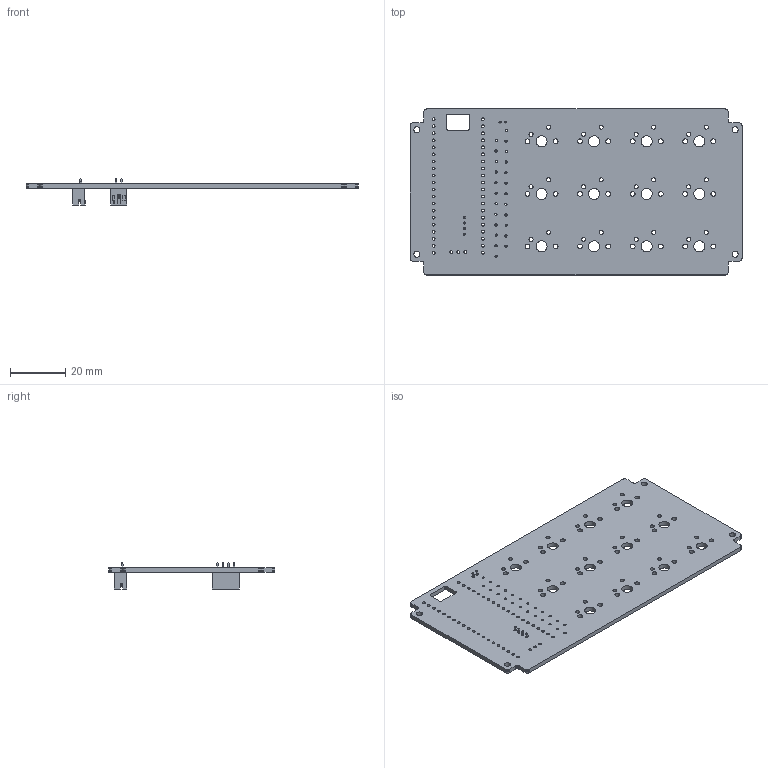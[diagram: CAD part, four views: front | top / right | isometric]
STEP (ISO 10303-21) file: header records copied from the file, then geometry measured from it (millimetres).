
FILE_DESCRIPTION(('KiCad electronic assembly'),'2;1');
FILE_NAME('macropad-pico.step','2024-08-19T17:06:43',('Pcbnew'),('Kicad' ),'Open CASCADE STEP processor 7.7','KiCad to STEP converter', 'Unknown');
FILE_SCHEMA(('AUTOMOTIVE_DESIGN { 1 0 10303 214 1 1 1 1 }'));
Length unit declared in the file: millimetre
Products named in the file (6): macropad-pico 1; JST_PH_B2B-PH-K_1x02_P2.00mm_Vertical; SOLID; JST_PH_B4B-PH-K_1x04_P2.00mm_Vertical; macropad-pico PCB
Assembly tree (5 placements, depth 3):
  macropad-pico 1
    JST_PH_B2B-PH-K_1x02_P2.00mm_Vertical
      SOLID
    JST_PH_B4B-PH-K_1x04_P2.00mm_Vertical
      SOLID
    macropad-pico PCB
Bounding box: 120 x 60 x 9.4 mm (x, y, z)
Volume: 10994.2 mm3; surface area: 15757.2 mm2
Topology: 3 solids, 3 shells, 517 faces, 1471 edges, 970 vertices
Faces by surface type: plane 376, cylinder 141
Full cylindrical faces by diameter (mm): 0.75 x6, 0.8 x24, 1.02 x43, 1.47 x24, 1.75 x24, 2.2 x4, 3.988 x12
Entity records: 39025 total; most frequent: CARTESIAN_POINT 7562, DIRECTION 5465, LINE 3849, VECTOR 3849, ORIENTED_EDGE 2942, PCURVE 2942, DEFINITIONAL_REPRESENTATION 2942, EDGE_CURVE 1471
